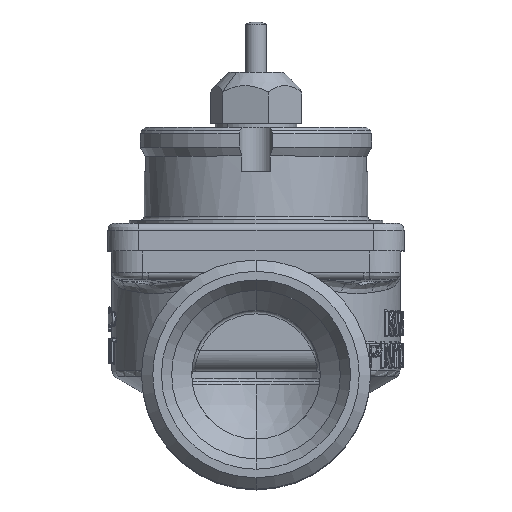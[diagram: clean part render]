
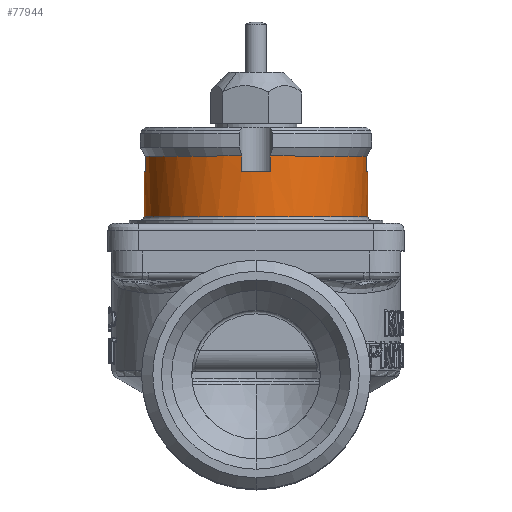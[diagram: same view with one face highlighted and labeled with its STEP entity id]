
A CAD part, top view. The second image highlights one B-rep face of the part: STEP entity #77944.
In plain terms, the highlighted cylindrical face has radius 16.25 mm (diameter 32.5 mm), a partial arc.
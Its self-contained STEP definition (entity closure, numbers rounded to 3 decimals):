
#75872=CARTESIAN_POINT('',(0.,0.,-12.5));
#75873=DIRECTION('',(0.,0.,-1.));
#75874=DIRECTION('',(-1.,0.,0.));
#75875=AXIS2_PLACEMENT_3D('',#75872,#75873,#75874);
#75877=CARTESIAN_POINT('',(0.,0.,-19.));
#75878=DIRECTION('',(0.,0.,1.));
#75879=DIRECTION('',(-0.992,0.128,0.));
#75880=AXIS2_PLACEMENT_3D('',#75877,#75878,#75879);
#75882=DIRECTION('',(0.,0.,1.));
#75883=VECTOR('',#75882,2.301);
#75884=CARTESIAN_POINT('',(-16.116,2.082,
-21.301));
#75885=LINE('',#75884,#75883);
#75886=CARTESIAN_POINT('',(0.,0.,-21.301));
#75887=DIRECTION('',(0.,0.,1.));
#75888=DIRECTION('',(-0.128,0.992,0.));
#75889=AXIS2_PLACEMENT_3D('',#75886,#75887,#75888);
#75891=DIRECTION('',(0.,0.,1.));
#75892=VECTOR('',#75891,2.301);
#75893=CARTESIAN_POINT('',(-2.082,16.116,
-21.301));
#75894=LINE('',#75893,#75892);
#75895=CARTESIAN_POINT('',(0.,0.,-19.));
#75896=DIRECTION('',(0.,0.,1.));
#75897=DIRECTION('',(0.128,0.992,0.));
#75898=AXIS2_PLACEMENT_3D('',#75895,#75896,#75897);
#75900=DIRECTION('',(0.,0.,1.));
#75901=VECTOR('',#75900,2.301);
#75902=CARTESIAN_POINT('',(2.082,16.116,
-21.301));
#75903=LINE('',#75902,#75901);
#75904=CARTESIAN_POINT('',(0.,0.,-21.301));
#75905=DIRECTION('',(0.,0.,1.));
#75906=DIRECTION('',(0.992,0.128,0.));
#75907=AXIS2_PLACEMENT_3D('',#75904,#75905,#75906);
#75909=DIRECTION('',(0.,0.,1.));
#75910=VECTOR('',#75909,2.301);
#75911=CARTESIAN_POINT('',(16.116,2.082,
-21.301));
#75912=LINE('',#75911,#75910);
#75913=CARTESIAN_POINT('',(0.,0.,-19.));
#75914=DIRECTION('',(0.,0.,1.));
#75915=DIRECTION('',(1.,0.,0.));
#75916=AXIS2_PLACEMENT_3D('',#75913,#75914,#75915);
#75923=DIRECTION('',(0.,0.,1.));
#75924=VECTOR('',#75923,6.5);
#75925=CARTESIAN_POINT('',(16.25,0.,-19.));
#75926=LINE('',#75925,#75924);
#75968=DIRECTION('',(0.,0.,1.));
#75969=VECTOR('',#75968,6.5);
#75970=CARTESIAN_POINT('',(-16.25,0.,-19.));
#75971=LINE('',#75970,#75969);
#76020=CARTESIAN_POINT('',(2.082,16.116,
-21.301));
#76037=CARTESIAN_POINT('',(16.116,2.082,
-21.301));
#76044=CARTESIAN_POINT('',(-2.082,16.116,
-21.301));
#76046=CARTESIAN_POINT('',(-16.116,2.082,
-21.301));
#77672=VERTEX_POINT('',#76046);
#77673=CARTESIAN_POINT('',(-16.116,2.082,-19.));
#77674=CARTESIAN_POINT('',(-16.25,0.,-19.));
#77675=VERTEX_POINT('',#77673);
#77676=VERTEX_POINT('',#77674);
#77715=VERTEX_POINT('',#76037);
#77716=CARTESIAN_POINT('',(16.25,0.,-19.));
#77717=CARTESIAN_POINT('',(16.116,2.082,-19.));
#77718=VERTEX_POINT('',#77716);
#77719=VERTEX_POINT('',#77717);
#77734=VERTEX_POINT('',#76020);
#77735=VERTEX_POINT('',#76044);
#77736=CARTESIAN_POINT('',(2.082,16.116,-19.));
#77737=CARTESIAN_POINT('',(-2.082,16.116,-19.));
#77738=VERTEX_POINT('',#77736);
#77739=VERTEX_POINT('',#77737);
#77768=CARTESIAN_POINT('',(16.25,0.,-12.5));
#77769=CARTESIAN_POINT('',(-16.25,0.,-12.5));
#77770=VERTEX_POINT('',#77768);
#77771=VERTEX_POINT('',#77769);
#77914=CARTESIAN_POINT('',(0.,0.,-30.22));
#77915=DIRECTION('',(0.,0.,1.));
#77916=DIRECTION('',(-1.,0.,0.));
#77917=AXIS2_PLACEMENT_3D('',#77914,#77915,#77916);
#77918=CYLINDRICAL_SURFACE('',#77917,16.25);
#77919=ORIENTED_EDGE('',*,*,#77908,.F.);
#77921=ORIENTED_EDGE('',*,*,#77920,.F.);
#77923=ORIENTED_EDGE('',*,*,#77922,.F.);
#77925=ORIENTED_EDGE('',*,*,#77924,.F.);
#77927=ORIENTED_EDGE('',*,*,#77926,.F.);
#77929=ORIENTED_EDGE('',*,*,#77928,.T.);
#77931=ORIENTED_EDGE('',*,*,#77930,.F.);
#77933=ORIENTED_EDGE('',*,*,#77932,.F.);
#77935=ORIENTED_EDGE('',*,*,#77934,.F.);
#77937=ORIENTED_EDGE('',*,*,#77936,.T.);
#77939=ORIENTED_EDGE('',*,*,#77938,.F.);
#77941=ORIENTED_EDGE('',*,*,#77940,.T.);
#77942=EDGE_LOOP('',(#77919,#77921,#77923,#77925,#77927,#77929,#77931,#77933,
#77935,#77937,#77939,#77941));
#77943=FACE_OUTER_BOUND('',#77942,.F.);
#77944=ADVANCED_FACE('',(#77943),#77918,.T.);
#75876=CIRCLE('',#75875,16.25);
#75881=CIRCLE('',#75880,16.25);
#75890=CIRCLE('',#75889,16.25);
#75899=CIRCLE('',#75898,16.25);
#75908=CIRCLE('',#75907,16.25);
#75917=CIRCLE('',#75916,16.25);
#77908=EDGE_CURVE('',#77771,#77770,#75876,.T.);
#77920=EDGE_CURVE('',#77676,#77771,#75971,.T.);
#77922=EDGE_CURVE('',#77675,#77676,#75881,.T.);
#77924=EDGE_CURVE('',#77672,#77675,#75885,.T.);
#77926=EDGE_CURVE('',#77735,#77672,#75890,.T.);
#77928=EDGE_CURVE('',#77735,#77739,#75894,.T.);
#77930=EDGE_CURVE('',#77738,#77739,#75899,.T.);
#77932=EDGE_CURVE('',#77734,#77738,#75903,.T.);
#77934=EDGE_CURVE('',#77715,#77734,#75908,.T.);
#77936=EDGE_CURVE('',#77715,#77719,#75912,.T.);
#77938=EDGE_CURVE('',#77718,#77719,#75917,.T.);
#77940=EDGE_CURVE('',#77718,#77770,#75926,.T.);
